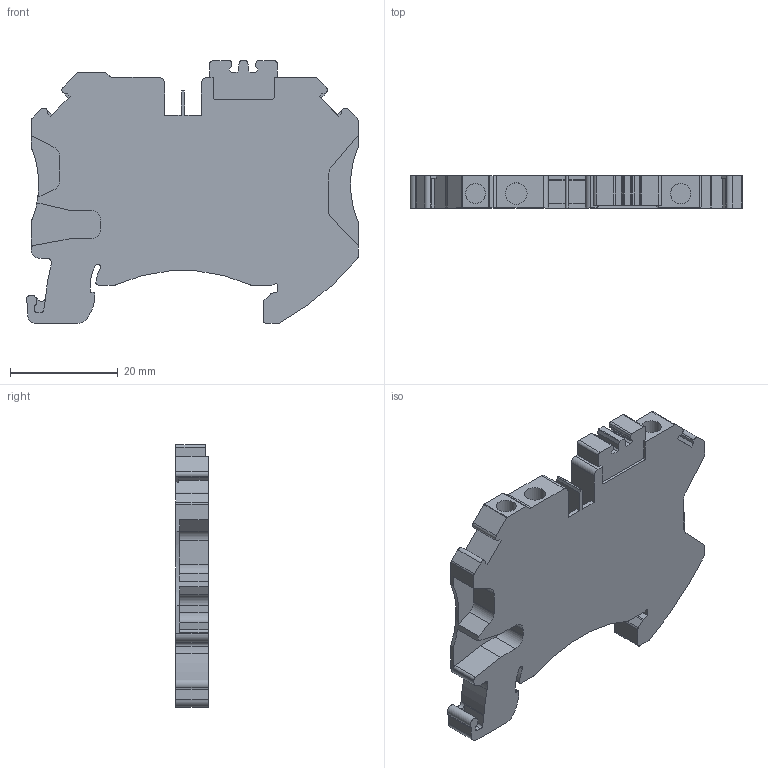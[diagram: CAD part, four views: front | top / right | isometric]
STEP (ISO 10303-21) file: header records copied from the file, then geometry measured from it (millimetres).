
FILE_DESCRIPTION(/* description */ ('Unknown'),/* implementation_level */ '2;1');
FILE_NAME(/* name */ 'TQKFT4_1X2_SOLID',/* time_stamp */ '2025-08-12T09:39:13+05:00',/* author */ ('Unknown'),/* organization */ ('Unknown'),/* preprocessor_version */ 'ST-DEVELOPER v16.7',/* originating_system */ 'Solid Edge',/* authorisation */ 'Unknown');
FILE_SCHEMA (('AUTOMOTIVE_DESIGN {1 0 10303 214 3 1 1}'));
Length unit declared in the file: millimetre
Products named in the file (1): TQKFT4_1X2_SOLID
Bounding box: 61.48 x 6 x 48.58 mm (x, y, z)
Volume: 11781.7 mm3; surface area: 7205.8 mm2
Topology: 1 solids, 1 shells, 180 faces, 523 edges, 348 vertices
Faces by surface type: plane 113, cylinder 67
Full cylindrical faces by diameter (mm): 3.695 x1, 3.738 x1, 4.005 x1
Entity records: 7221 total; most frequent: CARTESIAN_POINT 1055, ORIENTED_EDGE 1040, DIRECTION 1019, EDGE_CURVE 520, LINE 379, VECTOR 379, VERTEX_POINT 348, AXIS2_PLACEMENT_3D 320
